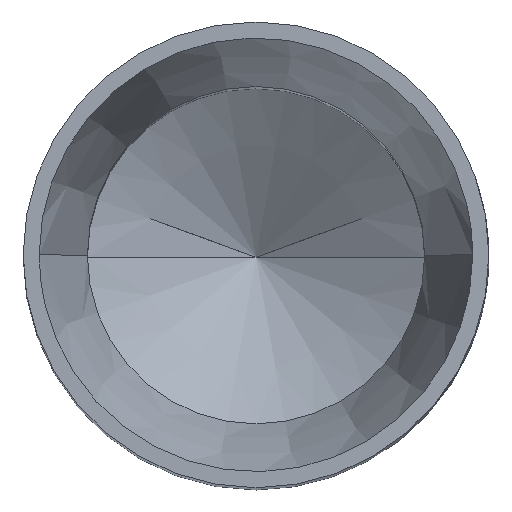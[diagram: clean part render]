
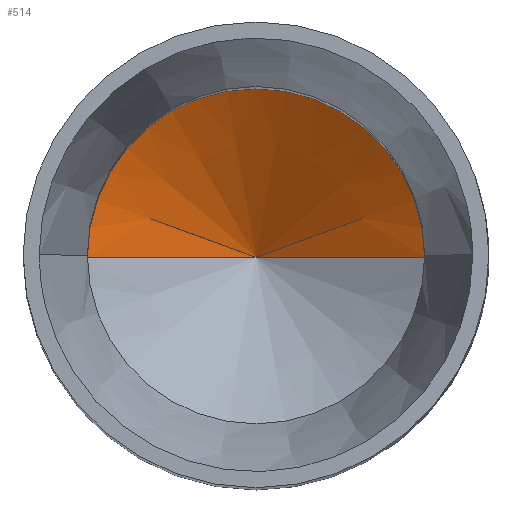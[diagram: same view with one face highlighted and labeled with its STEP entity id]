
A CAD part, top view. The second image highlights one B-rep face of the part: STEP entity #514.
In plain terms, the highlighted conical face has half-angle 59 degrees and reference radius 0.525 mm.
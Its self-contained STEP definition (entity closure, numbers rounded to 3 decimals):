
#395=AXIS2_PLACEMENT_3D('Circle Axis2P3D',#393,#394,$) ;
#495=AXIS2_PLACEMENT_3D('Cone Axis2P3D',#492,#493,#494) ;
#390=CARTESIAN_POINT('Vertex',(0.2,0.725,15.7)) ;
#393=CARTESIAN_POINT('Axis2P3D Location',(0.725,0.725,15.7)) ;
#397=CARTESIAN_POINT('Vertex',(1.25,0.725,15.7)) ;
#492=CARTESIAN_POINT('Axis2P3D Location',(0.725,0.725,15.7)) ;
#497=CARTESIAN_POINT('Line Origine',(-428583.188,0.725,257534.58)) ;
#501=CARTESIAN_POINT('Vertex',(0.725,0.725,15.385)) ;
#504=CARTESIAN_POINT('Line Origine',(428584.638,0.725,257534.58)) ;
#394=DIRECTION('Axis2P3D Direction',(0.,0.,-1.)) ;
#493=DIRECTION('Axis2P3D Direction',(0.,0.,1.)) ;
#494=DIRECTION('Axis2P3D XDirection',(1.,0.,0.)) ;
#498=DIRECTION('Vector Direction',(-0.857,0.,0.515)) ;
#505=DIRECTION('Vector Direction',(0.857,0.,0.515)) ;
#499=VECTOR('Line Direction',#498,1.) ;
#506=VECTOR('Line Direction',#505,1.) ;
#510=ORIENTED_EDGE('',*,*,#399,.T.) ;
#511=ORIENTED_EDGE('',*,*,#503,.F.) ;
#512=ORIENTED_EDGE('',*,*,#508,.F.) ;
#514=ADVANCED_FACE('MANIFOLD_SOLID_BREP #32',(#513),#496,.F.) ;
#396=CIRCLE('generated circle',#395,0.525) ;
#496=CONICAL_SURFACE('Cone',#495,0.525,1.03) ;
#399=EDGE_CURVE('',#398,#391,#396,.F.) ;
#503=EDGE_CURVE('',#502,#391,#500,.T.) ;
#508=EDGE_CURVE('',#398,#502,#507,.F.) ;
#509=EDGE_LOOP('',(#510,#511,#512)) ;
#513=FACE_OUTER_BOUND('',#509,.T.) ;
#500=LINE('Line',#497,#499) ;
#507=LINE('Line',#504,#506) ;
#391=VERTEX_POINT('',#390) ;
#398=VERTEX_POINT('',#397) ;
#502=VERTEX_POINT('',#501) ;
